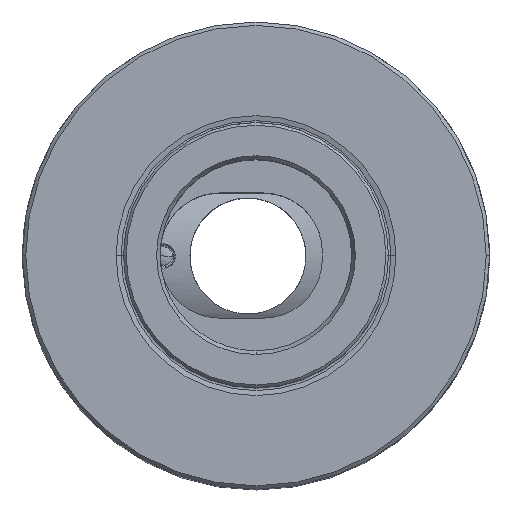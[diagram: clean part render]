
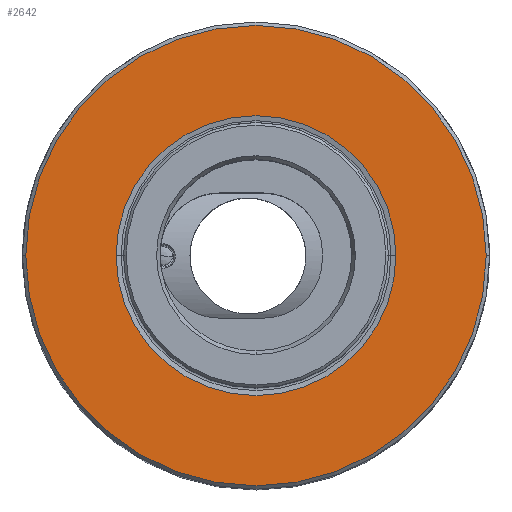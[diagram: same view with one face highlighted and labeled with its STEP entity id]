
A CAD part, top view. The second image highlights one B-rep face of the part: STEP entity #2642.
In plain terms, the highlighted planar face has unit normal (0, 0, 1).
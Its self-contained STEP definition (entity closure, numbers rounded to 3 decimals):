
#1770=EDGE_CURVE('NONE',#2056,#2488,#3946,.T.);
#1922=EDGE_CURVE('NONE',#2488,#2056,#4117,.T.);
#2056=VERTEX_POINT('NONE',#4262);
#2076=VERTEX_POINT('NONE',#4286);
#2476=VERTEX_POINT('NONE',#4721);
#2488=VERTEX_POINT('NONE',#4735);
#2642=ADVANCED_FACE('NONE',(#4901,#4902),#4903,.T.);
#2878=EDGE_CURVE('NONE',#2476,#2076,#5179,.T.);
#3102=EDGE_CURVE('NONE',#2076,#2476,#5426,.T.);
#3946=CIRCLE('',#7255,19.012);
#4117=CIRCLE('',#7605,19.012);
#4262=CARTESIAN_POINT('',(19.012,0.,0.0));
#4286=CARTESIAN_POINT('',(-31.275,0.,0.0));
#4721=CARTESIAN_POINT('',(31.275,0.,0.0));
#4735=CARTESIAN_POINT('',(-19.012,0.,0.0));
#4901=FACE_OUTER_BOUND('',#9220,.T.);
#4902=FACE_BOUND('',#9221,.T.);
#4903=PLANE('',#9222);
#5179=CIRCLE('',#9808,31.275);
#5426=CIRCLE('',#10455,31.275);
#7255=AXIS2_PLACEMENT_3D('',#11475,#11476,#11477);
#7605=AXIS2_PLACEMENT_3D('',#11676,#11677,#11678);
#9220=EDGE_LOOP('',(#12494,#12495));
#9221=EDGE_LOOP('',(#12496,#12497));
#9222=AXIS2_PLACEMENT_3D('',#12498,#12499,#12500);
#9808=AXIS2_PLACEMENT_3D('',#12871,#12872,#12873);
#10455=AXIS2_PLACEMENT_3D('',#13129,#13130,#13131);
#11475=CARTESIAN_POINT('',(0.0,0.0,0.0));
#11476=DIRECTION('',(0.0,-0.0,1.0));
#11477=DIRECTION('',(0.0,1.0,0.0));
#11676=CARTESIAN_POINT('',(0.0,0.0,0.0));
#11677=DIRECTION('',(0.0,-0.0,1.0));
#11678=DIRECTION('',(0.0,1.0,0.0));
#12494=ORIENTED_EDGE('',*,*,#3102,.F.);
#12495=ORIENTED_EDGE('',*,*,#2878,.F.);
#12496=ORIENTED_EDGE('',*,*,#1770,.F.);
#12497=ORIENTED_EDGE('',*,*,#1922,.F.);
#12498=CARTESIAN_POINT('',(-18.0,0.0,0.0));
#12499=DIRECTION('',(0.0,-0.0,1.0));
#12500=DIRECTION('',(0.0,1.0,0.0));
#12871=CARTESIAN_POINT('',(0.0,0.0,0.0));
#12872=DIRECTION('',(0.0,0.0,-1.0));
#12873=DIRECTION('',(0.0,1.0,0.0));
#13129=CARTESIAN_POINT('',(0.0,0.0,0.0));
#13130=DIRECTION('',(0.0,0.0,-1.0));
#13131=DIRECTION('',(0.0,1.0,0.0));
